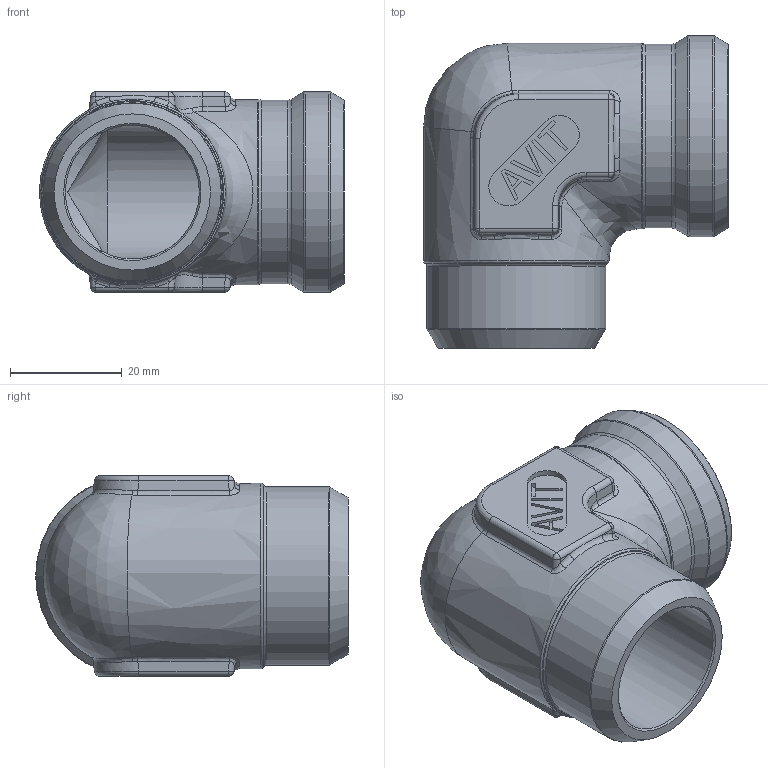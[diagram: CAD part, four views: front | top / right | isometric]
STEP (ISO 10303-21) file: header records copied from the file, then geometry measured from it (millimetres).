
FILE_DESCRIPTION(/* description */ (''),/* implementation_level */ '2;1');
FILE_NAME(/* name */ 'X-WAV28.stp',/* time_stamp */ '2025-01-16T11:45:41+01:00',/* author */ (''),/* organization */ (''),/* preprocessor_version */ 'ST-DEVELOPER v16',/* originating_system */ 'SIEMENS PLM Software NX 10.0',/* authorisation */ '');
FILE_SCHEMA (('AP203_CONFIGURATION_CONTROLLED_3D_DESIGN_OF_MECHANICAL_PARTS_AND_ASSEMBLIES_MIM_LF { 1 0 10303 403 2 1 2}'));
Length unit declared in the file: millimetre
Products named in the file (1): nwer41844EE665xo
Bounding box: 54.62 x 56 x 36 mm (x, y, z)
Volume: 31239.2 mm3; surface area: 14435.9 mm2
Topology: 1 solids, 1 shells, 166 faces, 395 edges, 230 vertices
Faces by surface type: plane 55, bspline 50, cylinder 32, cone 9, sphere 8, torus 8, extrusion 4
Full cylindrical faces by diameter (mm): 24 x2, 28.22 x1, 32 x1, 32.9 x1, 36 x1
Entity records: 5942 total; most frequent: CARTESIAN_POINT 2680, ORIENTED_EDGE 704, DIRECTION 542, EDGE_CURVE 352, AXIS2_PLACEMENT_3D 224, VERTEX_POINT 220, EDGE_LOOP 200, ADVANCED_FACE 166
